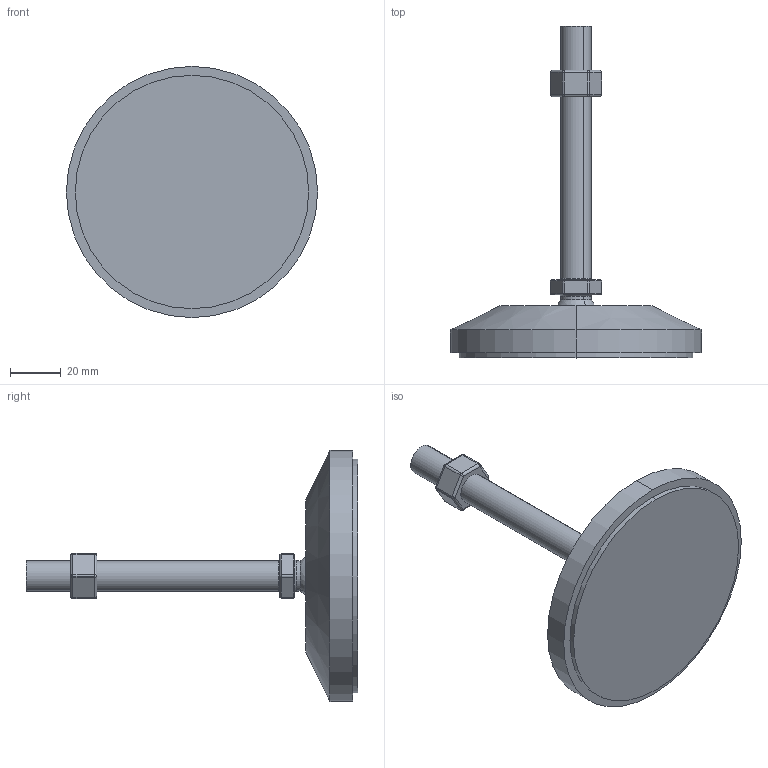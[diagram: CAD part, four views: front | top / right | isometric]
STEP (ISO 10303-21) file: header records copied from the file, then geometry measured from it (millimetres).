
FILE_DESCRIPTION (( 'STEP AP214' ), '1' );
FILE_NAME ('A803 Îïîðà ðåãóëèðóåìàÿ Ô99 Ì12õ130.STEP', '2025-06-25T10:46:47', ( '' ), ( '' ), 'SwSTEP 2.0', 'SolidWorks 2025', '' );
FILE_SCHEMA (( 'AUTOMOTIVE_DESIGN' ));
Length unit declared in the file: millimetre
Products named in the file (4): Шарнирный вал M12_00; A803 Опора регулируемая Ф99 М12х130; Опора_00; Гайка М12_00
Assembly tree (3 placements, depth 2):
  A803 Опора регулируемая Ф99 М12х130
    Опора_00
    Шарнирный вал M12_00
    Гайка М12_00
Bounding box: 99 x 130.79 x 99 mm (x, y, z)
Volume: 146159.5 mm3; surface area: 26203.5 mm2
Topology: 3 solids, 3 shells, 110 faces, 248 edges, 132 vertices
Faces by surface type: cylinder 38, plane 32, cone 24, sphere 16
Entity records: 3010 total; most frequent: DIRECTION 564, CARTESIAN_POINT 470, ORIENTED_EDGE 454, EDGE_CURVE 227, AXIS2_PLACEMENT_3D 221, VERTEX_POINT 127, VECTOR 122, LINE 122
